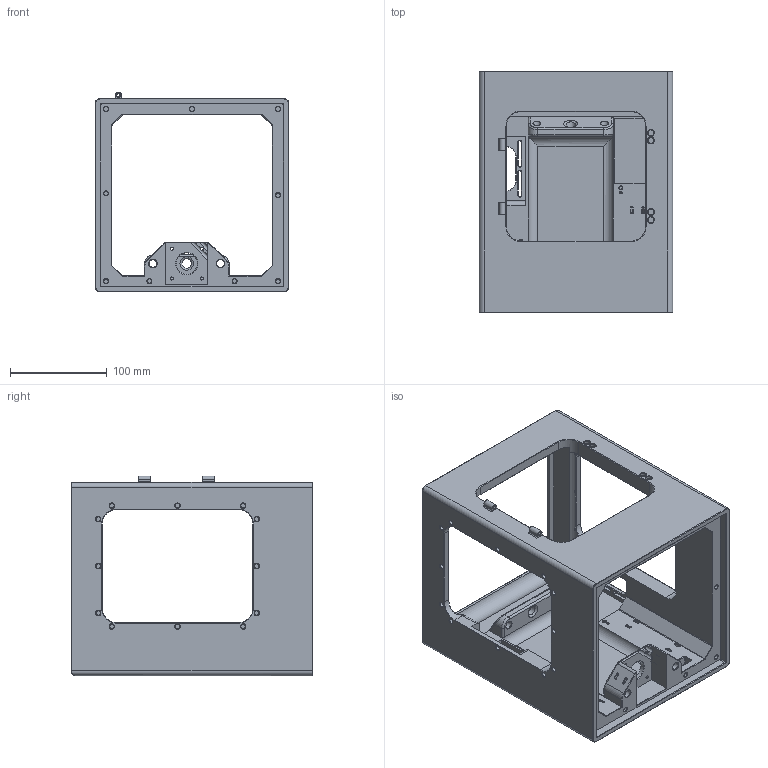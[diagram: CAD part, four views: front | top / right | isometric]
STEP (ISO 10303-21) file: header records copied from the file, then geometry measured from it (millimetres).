
FILE_DESCRIPTION(/* description */ ('','CAx-IF Rec.Pracs.---Representation and Presentation of Product Manufacturing Information (PMI)---4.0---2014-10-13'),/* implementation_level */ '2;1');
FILE_NAME(/* name */ 'Short_Tantillus.step',/* time_stamp */ '2024-12-15T23:47:02-05:00',/* author */ ('hugob'),/* organization */ (''),/* preprocessor_version */ 'ST-DEVELOPER v20',/* originating_system */ 'Autodesk Inventor 2024',/* authorisation */ '');
FILE_SCHEMA (('AP242_MANAGED_MODEL_BASED_3D_ENGINEERING_MIM_LF { 1 0 10303 442 1 1 4 }'));
Length unit declared in the file: millimetre
Products named in the file (1): Short_Tantillus
Bounding box: 200 x 250 x 206.5 mm (x, y, z)
Volume: 1679091.8 mm3; surface area: 339589.8 mm2
Topology: 1 solids, 1 shells, 852 faces, 2010 edges, 1211 vertices
Faces by surface type: plane 290, cylinder 269, cone 154, bspline 89, torus 50
Full cylindrical faces by diameter (mm): 1.65 x2, 1.8 x1, 3.1 x1, 3.2 x4, 3.25 x2, 4 x2, 4.7 x37, 5.25 x2, 6.1 x9, 7.98 x4, 10 x9, 22 x8, 22.1 x1
Entity records: 29335 total; most frequent: CARTESIAN_POINT 8723, DIRECTION 4151, ORIENTED_EDGE 4016, EDGE_CURVE 2008, AXIS2_PLACEMENT_3D 1576, VERTEX_POINT 1211, LINE 999, VECTOR 999
